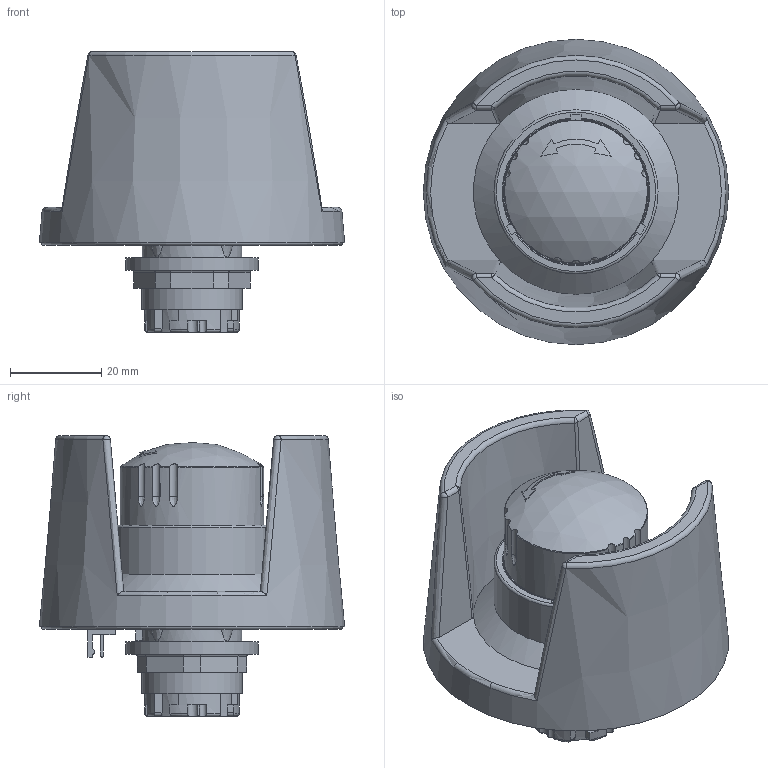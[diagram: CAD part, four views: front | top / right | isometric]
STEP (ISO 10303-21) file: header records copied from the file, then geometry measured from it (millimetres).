
FILE_DESCRIPTION(/* description */ (''),/* implementation_level */ '2;1');
FILE_NAME(/* name */ 'QRSKLUV_ipt.stp',/* time_stamp */ '2017-08-22T15:15:55+02:00',/* author */ ('ahoffmann'),/* organization */ (''),/* preprocessor_version */ 'ST-DEVELOPER v16.1',/* originating_system */ 'Autodesk Inventor 2016',/* authorisation */ '');
FILE_SCHEMA (('AUTOMOTIVE_DESIGN { 1 0 10303 214 3 1 1 }'));
Length unit declared in the file: centimetre
Products named in the file (1): QRSKLUV_vereinfacht1
Bounding box: 67 x 67 x 61.65 mm (x, y, z)
Volume: 66008.9 mm3; surface area: 31972.6 mm2
Topology: 1 solids, 7 shells, 460 faces, 1187 edges, 753 vertices
Faces by surface type: plane 194, cylinder 139, torus 56, bspline 25, cone 24, sphere 22
Full cylindrical faces by diameter (mm): 1 x2, 15.95 x1, 20.75 x1, 21.85 x1, 22 x2, 22.6 x1, 25.35 x1, 27.65 x1, 28.3 x1, 28.5 x1, 29 x1, 31.5 x1, 31.55 x1, 36 x1, 47.048 x1
Entity records: 15604 total; most frequent: CARTESIAN_POINT 4693, ORIENTED_EDGE 2292, DIRECTION 2247, EDGE_CURVE 1142, AXIS2_PLACEMENT_3D 866, VERTEX_POINT 740, LINE 515, VECTOR 515
